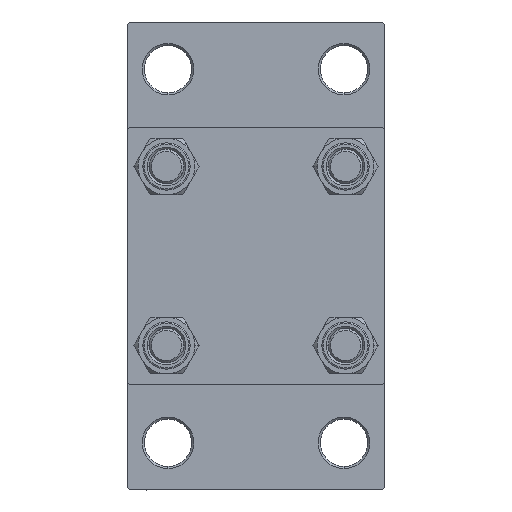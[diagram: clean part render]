
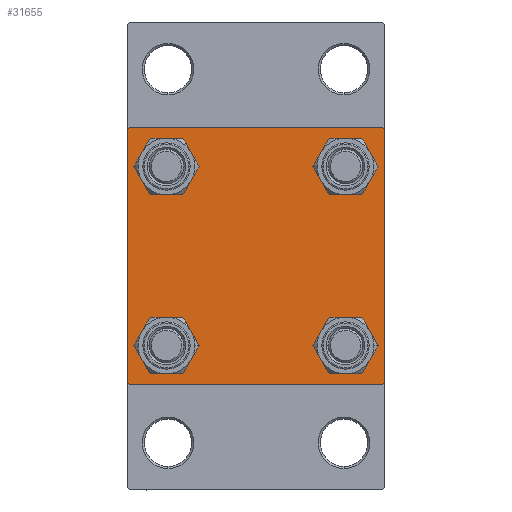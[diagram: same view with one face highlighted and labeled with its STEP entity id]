
A CAD part, left-side view. The second image highlights one B-rep face of the part: STEP entity #31655.
In plain terms, the highlighted planar face has unit normal (-1, 0, 0).
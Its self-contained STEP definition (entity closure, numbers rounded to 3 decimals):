
#46 = ORIENTED_EDGE ( 'NONE', *, *, #34760, .T. ) ;
#1635 = CARTESIAN_POINT ( 'NONE',  ( 0., -30., 29.5 ) ) ;
#1691 = CARTESIAN_POINT ( 'NONE',  ( 0., -30., -29.5 ) ) ;
#1918 = EDGE_CURVE ( 'NONE', #9149, #44229, #13757, .T. ) ;
#2024 = CARTESIAN_POINT ( 'NONE',  ( 0., -20.85, 20.85 ) ) ;
#2048 = CIRCLE ( 'NONE', #32101, 4.5 ) ;
#2094 = CARTESIAN_POINT ( 'NONE',  ( 0., 0., 0. ) ) ;
#2353 = EDGE_CURVE ( 'NONE', #13581, #24029, #32691, .T. ) ;
#2559 = FACE_OUTER_BOUND ( 'NONE', #25310, .T. ) ;
#2809 = ORIENTED_EDGE ( 'NONE', *, *, #29501, .T. ) ;
#3398 = CARTESIAN_POINT ( 'NONE',  ( 0., -20.85, -25.35 ) ) ;
#3858 = CARTESIAN_POINT ( 'NONE',  ( 0., -20.85, 25.35 ) ) ;
#4747 = CARTESIAN_POINT ( 'NONE',  ( 0., -20.85, 16.35 ) ) ;
#4944 = EDGE_CURVE ( 'NONE', #29491, #24680, #13491, .T. ) ;
#5108 = CARTESIAN_POINT ( 'NONE',  ( 0., 20.85, -16.35 ) ) ;
#5346 = EDGE_CURVE ( 'NONE', #42399, #27830, #16631, .T. ) ;
#5485 = DIRECTION ( 'NONE',  ( 1., 0., 0. ) ) ;
#5486 = CARTESIAN_POINT ( 'NONE',  ( 0., 29.75, -29.75 ) ) ;
#5626 = CARTESIAN_POINT ( 'NONE',  ( 0., 30., 30. ) ) ;
#5721 = EDGE_CURVE ( 'NONE', #39096, #38499, #46005, .T. ) ;
#6190 = CARTESIAN_POINT ( 'NONE',  ( 0., -29.5, 30. ) ) ;
#7780 = ORIENTED_EDGE ( 'NONE', *, *, #28743, .T. ) ;
#8074 = VERTEX_POINT ( 'NONE', #1635 ) ;
#8394 = EDGE_CURVE ( 'NONE', #38499, #26215, #13588, .T. ) ;
#9149 = VERTEX_POINT ( 'NONE', #15787 ) ;
#9477 = DIRECTION ( 'NONE',  ( 0., 0., 1. ) ) ;
#9957 = LINE ( 'NONE', #5626, #25265 ) ;
#9963 = DIRECTION ( 'NONE',  ( 1., 0., 0. ) ) ;
#10268 = CARTESIAN_POINT ( 'NONE',  ( 0., 30., -29.5 ) ) ;
#10540 = AXIS2_PLACEMENT_3D ( 'NONE', #11635, #44927, #14988 ) ;
#10750 = ORIENTED_EDGE ( 'NONE', *, *, #1918, .T. ) ;
#10860 = DIRECTION ( 'NONE',  ( 0., 0.707, -0.707 ) ) ;
#10950 = CARTESIAN_POINT ( 'NONE',  ( 0., -20.85, -16.35 ) ) ;
#11138 = ORIENTED_EDGE ( 'NONE', *, *, #8394, .T. ) ;
#11184 = VECTOR ( 'NONE', #46191, 1000. ) ;
#11479 = EDGE_CURVE ( 'NONE', #18310, #25332, #2048, .T. ) ;
#11559 = LINE ( 'NONE', #26259, #21849 ) ;
#11635 = CARTESIAN_POINT ( 'NONE',  ( 0., -20.85, -20.85 ) ) ;
#11777 = DIRECTION ( 'NONE',  ( 0., -0.707, 0.707 ) ) ;
#12393 = EDGE_CURVE ( 'NONE', #8074, #34203, #20669, .T. ) ;
#12402 = ORIENTED_EDGE ( 'NONE', *, *, #43508, .T. ) ;
#13041 = AXIS2_PLACEMENT_3D ( 'NONE', #22226, #33345, #29966 ) ;
#13402 = FACE_BOUND ( 'NONE', #33841, .T. ) ;
#13491 = CIRCLE ( 'NONE', #29690, 4.5 ) ;
#13581 = VERTEX_POINT ( 'NONE', #3398 ) ;
#13588 = LINE ( 'NONE', #42552, #11184 ) ;
#13757 = LINE ( 'NONE', #21696, #20338 ) ;
#14861 = VECTOR ( 'NONE', #11777, 1000. ) ;
#14988 = DIRECTION ( 'NONE',  ( 0., 0., 1. ) ) ;
#15787 = CARTESIAN_POINT ( 'NONE',  ( 0., 29.5, 30. ) ) ;
#16077 = DIRECTION ( 'NONE',  ( 0., 0., 1. ) ) ;
#16404 = ORIENTED_EDGE ( 'NONE', *, *, #5721, .T. ) ;
#16631 = CIRCLE ( 'NONE', #32793, 4.5 ) ;
#16747 = DIRECTION ( 'NONE',  ( 0., 0., 1. ) ) ;
#16800 = AXIS2_PLACEMENT_3D ( 'NONE', #38908, #31679, #46392 ) ;
#17277 = AXIS2_PLACEMENT_3D ( 'NONE', #2094, #45997, #31751 ) ;
#17283 = EDGE_CURVE ( 'NONE', #27830, #42399, #20712, .T. ) ;
#17754 = CARTESIAN_POINT ( 'NONE',  ( 0., -30., 30. ) ) ;
#18310 = VERTEX_POINT ( 'NONE', #41547 ) ;
#18568 = CARTESIAN_POINT ( 'NONE',  ( 0., -20.85, 20.85 ) ) ;
#18616 = DIRECTION ( 'NONE',  ( 1., 0., 0. ) ) ;
#20338 = VECTOR ( 'NONE', #10860, 1000. ) ;
#20669 = LINE ( 'NONE', #17754, #31348 ) ;
#20712 = CIRCLE ( 'NONE', #13041, 4.5 ) ;
#21616 = DIRECTION ( 'NONE',  ( 0., 0., -1. ) ) ;
#21696 = CARTESIAN_POINT ( 'NONE',  ( 0., 29.75, 29.75 ) ) ;
#21849 = VECTOR ( 'NONE', #22634, 1000. ) ;
#22226 = CARTESIAN_POINT ( 'NONE',  ( 0., 20.85, 20.85 ) ) ;
#22634 = DIRECTION ( 'NONE',  ( 0., 0., -1. ) ) ;
#22872 = LINE ( 'NONE', #41937, #14861 ) ;
#23628 = DIRECTION ( 'NONE',  ( 0., 0., 1. ) ) ;
#24019 = ORIENTED_EDGE ( 'NONE', *, *, #40110, .T. ) ;
#24029 = VERTEX_POINT ( 'NONE', #10950 ) ;
#24662 = DIRECTION ( 'NONE',  ( 0., -1., 0. ) ) ;
#24680 = VERTEX_POINT ( 'NONE', #4747 ) ;
#24713 = CARTESIAN_POINT ( 'NONE',  ( 0., 20.85, 25.35 ) ) ;
#25265 = VECTOR ( 'NONE', #24662, 1000. ) ;
#25310 = EDGE_LOOP ( 'NONE', ( #2809, #16404, #11138, #7780, #28836, #32946, #44084, #10750 ) ) ;
#25332 = VERTEX_POINT ( 'NONE', #5108 ) ;
#25717 = VECTOR ( 'NONE', #34323, 1000. ) ;
#26215 = VERTEX_POINT ( 'NONE', #33738 ) ;
#26259 = CARTESIAN_POINT ( 'NONE',  ( 0., 30., 30. ) ) ;
#26753 = EDGE_LOOP ( 'NONE', ( #40572, #46 ) ) ;
#27295 = CARTESIAN_POINT ( 'NONE',  ( 0., -29.75, 29.75 ) ) ;
#27830 = VERTEX_POINT ( 'NONE', #45443 ) ;
#28075 = CARTESIAN_POINT ( 'NONE',  ( 0., 20.85, -20.85 ) ) ;
#28743 = EDGE_CURVE ( 'NONE', #26215, #34203, #22872, .T. ) ;
#28836 = ORIENTED_EDGE ( 'NONE', *, *, #12393, .F. ) ;
#29490 = CARTESIAN_POINT ( 'NONE',  ( 0., 20.85, 20.85 ) ) ;
#29491 = VERTEX_POINT ( 'NONE', #3858 ) ;
#29501 = EDGE_CURVE ( 'NONE', #44229, #39096, #11559, .T. ) ;
#29690 = AXIS2_PLACEMENT_3D ( 'NONE', #2024, #9963, #9477 ) ;
#29966 = DIRECTION ( 'NONE',  ( 0., 0., 1. ) ) ;
#30212 = DIRECTION ( 'NONE',  ( 0., 0., 1. ) ) ;
#30454 = EDGE_LOOP ( 'NONE', ( #40816, #39299 ) ) ;
#31047 = CARTESIAN_POINT ( 'NONE',  ( 0., -20.85, -20.85 ) ) ;
#31281 = FACE_BOUND ( 'NONE', #26753, .T. ) ;
#31348 = VECTOR ( 'NONE', #21616, 1000. ) ;
#31355 = CIRCLE ( 'NONE', #10540, 4.5 ) ;
#31655 = ADVANCED_FACE ( 'NONE', ( #31281, #42598, #13402, #35608, #2559 ), #39459, .T. ) ;
#31679 = DIRECTION ( 'NONE',  ( 1., 0., 0. ) ) ;
#31751 = DIRECTION ( 'NONE',  ( 0., 0., 1. ) ) ;
#32101 = AXIS2_PLACEMENT_3D ( 'NONE', #28075, #42806, #16747 ) ;
#32691 = CIRCLE ( 'NONE', #38102, 4.5 ) ;
#32793 = AXIS2_PLACEMENT_3D ( 'NONE', #29490, #18616, #30212 ) ;
#32946 = ORIENTED_EDGE ( 'NONE', *, *, #33934, .T. ) ;
#33345 = DIRECTION ( 'NONE',  ( 1., 0., 0. ) ) ;
#33587 = CARTESIAN_POINT ( 'NONE',  ( 0., 29.5, -30. ) ) ;
#33738 = CARTESIAN_POINT ( 'NONE',  ( 0., -29.5, -30. ) ) ;
#33841 = EDGE_LOOP ( 'NONE', ( #12402, #43621 ) ) ;
#33934 = EDGE_CURVE ( 'NONE', #8074, #47186, #38415, .T. ) ;
#34203 = VERTEX_POINT ( 'NONE', #1691 ) ;
#34323 = DIRECTION ( 'NONE',  ( 0., 0.707, 0.707 ) ) ;
#34760 = EDGE_CURVE ( 'NONE', #24680, #29491, #39642, .T. ) ;
#35608 = FACE_BOUND ( 'NONE', #30454, .T. ) ;
#37618 = CIRCLE ( 'NONE', #16800, 4.5 ) ;
#38102 = AXIS2_PLACEMENT_3D ( 'NONE', #31047, #5485, #16077 ) ;
#38415 = LINE ( 'NONE', #27295, #25717 ) ;
#38499 = VERTEX_POINT ( 'NONE', #33587 ) ;
#38908 = CARTESIAN_POINT ( 'NONE',  ( 0., 20.85, -20.85 ) ) ;
#38956 = VECTOR ( 'NONE', #42851, 1000. ) ;
#39096 = VERTEX_POINT ( 'NONE', #10268 ) ;
#39299 = ORIENTED_EDGE ( 'NONE', *, *, #17283, .T. ) ;
#39459 = PLANE ( 'NONE',  #17277 ) ;
#39642 = CIRCLE ( 'NONE', #44259, 4.5 ) ;
#40110 = EDGE_CURVE ( 'NONE', #24029, #13581, #31355, .T. ) ;
#40572 = ORIENTED_EDGE ( 'NONE', *, *, #4944, .T. ) ;
#40816 = ORIENTED_EDGE ( 'NONE', *, *, #5346, .T. ) ;
#41547 = CARTESIAN_POINT ( 'NONE',  ( 0., 20.85, -25.35 ) ) ;
#41822 = CARTESIAN_POINT ( 'NONE',  ( 0., 30., 29.5 ) ) ;
#41937 = CARTESIAN_POINT ( 'NONE',  ( 0., -29.75, -29.75 ) ) ;
#42399 = VERTEX_POINT ( 'NONE', #24713 ) ;
#42552 = CARTESIAN_POINT ( 'NONE',  ( 0., 30., -30. ) ) ;
#42598 = FACE_BOUND ( 'NONE', #47503, .T. ) ;
#42806 = DIRECTION ( 'NONE',  ( 1., 0., 0. ) ) ;
#42851 = DIRECTION ( 'NONE',  ( 0., -0.707, -0.707 ) ) ;
#43442 = EDGE_CURVE ( 'NONE', #9149, #47186, #9957, .T. ) ;
#43508 = EDGE_CURVE ( 'NONE', #25332, #18310, #37618, .T. ) ;
#43621 = ORIENTED_EDGE ( 'NONE', *, *, #11479, .T. ) ;
#44084 = ORIENTED_EDGE ( 'NONE', *, *, #43442, .F. ) ;
#44229 = VERTEX_POINT ( 'NONE', #41822 ) ;
#44259 = AXIS2_PLACEMENT_3D ( 'NONE', #18568, #45606, #23628 ) ;
#44927 = DIRECTION ( 'NONE',  ( 1., 0., 0. ) ) ;
#45443 = CARTESIAN_POINT ( 'NONE',  ( 0., 20.85, 16.35 ) ) ;
#45606 = DIRECTION ( 'NONE',  ( 1., 0., 0. ) ) ;
#45997 = DIRECTION ( 'NONE',  ( -1., 0., 0. ) ) ;
#46005 = LINE ( 'NONE', #5486, #38956 ) ;
#46191 = DIRECTION ( 'NONE',  ( 0., -1., 0. ) ) ;
#46194 = ORIENTED_EDGE ( 'NONE', *, *, #2353, .T. ) ;
#46392 = DIRECTION ( 'NONE',  ( 0., 0., 1. ) ) ;
#47186 = VERTEX_POINT ( 'NONE', #6190 ) ;
#47503 = EDGE_LOOP ( 'NONE', ( #24019, #46194 ) ) ;
